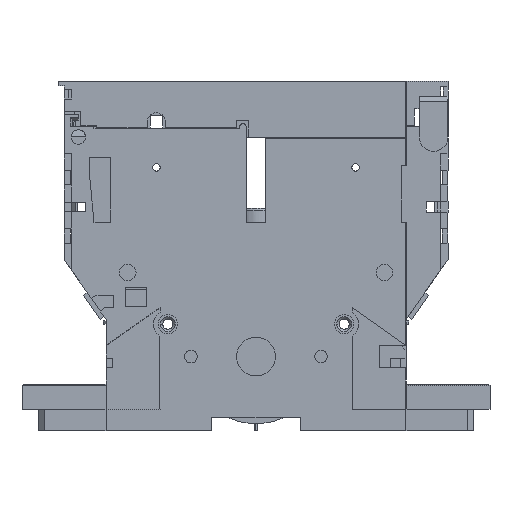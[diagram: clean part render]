
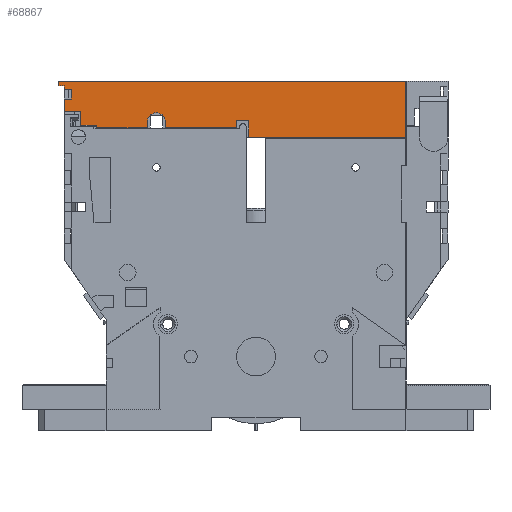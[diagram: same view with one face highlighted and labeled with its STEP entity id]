
A CAD part, left-side view. The second image highlights one B-rep face of the part: STEP entity #68867.
In plain terms, the highlighted planar face has unit normal (-1, 0, 0).
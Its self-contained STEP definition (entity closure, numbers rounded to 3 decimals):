
#11140=DIRECTION('',(0.,0.,1.));
#11141=VECTOR('',#11140,1.5);
#11142=CARTESIAN_POINT('',(-205.1,80.,142.3));
#11143=LINE('',#11142,#11141);
#11497=DIRECTION('',(0.,1.,0.));
#11498=VECTOR('',#11497,7.);
#11499=CARTESIAN_POINT('',(-205.1,73.,133.3));
#11500=LINE('',#11499,#11498);
#11518=DIRECTION('',(0.,1.,0.));
#11519=VECTOR('',#11518,145.);
#11520=CARTESIAN_POINT('',(-205.1,-62.5,145.8));
#11521=LINE('',#11520,#11519);
#11525=DIRECTION('',(0.,0.,-1.));
#11526=VECTOR('',#11525,7.);
#11527=CARTESIAN_POINT('',(-205.1,3.,129.3));
#11528=LINE('',#11527,#11526);
#11532=DIRECTION('',(0.,-1.,0.));
#11533=VECTOR('',#11532,5.);
#11534=CARTESIAN_POINT('',(-205.1,8.,129.3));
#11535=LINE('',#11534,#11533);
#11539=DIRECTION('',(0.,0.,-1.));
#11540=VECTOR('',#11539,2.5);
#11541=CARTESIAN_POINT('',(-205.1,37.75,128.8));
#11542=LINE('',#11541,#11540);
#11546=CARTESIAN_POINT('',(-205.1,41.5,128.8));
#11547=DIRECTION('',(1.,0.,0.));
#11548=DIRECTION('',(0.,1.,0.));
#11549=AXIS2_PLACEMENT_3D('',#11546,#11547,#11548);
#11554=DIRECTION('',(0.,0.,-1.));
#11555=VECTOR('',#11554,6.);
#11556=CARTESIAN_POINT('',(-205.1,73.,133.3));
#11557=LINE('',#11556,#11555);
#11561=DIRECTION('',(0.,0.,-1.));
#11562=VECTOR('',#11561,5.);
#11563=CARTESIAN_POINT('',(-205.1,80.,138.3));
#11564=LINE('',#11563,#11562);
#11568=DIRECTION('',(0.,1.,0.));
#11569=VECTOR('',#11568,3.);
#11570=CARTESIAN_POINT('',(-205.1,77.,138.3));
#11571=LINE('',#11570,#11569);
#11575=DIRECTION('',(0.,0.,-1.));
#11576=VECTOR('',#11575,4.);
#11577=CARTESIAN_POINT('',(-205.1,77.,142.3));
#11578=LINE('',#11577,#11576);
#11582=DIRECTION('',(0.,-1.,0.));
#11583=VECTOR('',#11582,3.);
#11584=CARTESIAN_POINT('',(-205.1,80.,142.3));
#11585=LINE('',#11584,#11583);
#11589=DIRECTION('',(0.,0.,-1.));
#11590=VECTOR('',#11589,23.5);
#11591=CARTESIAN_POINT('',(-205.1,-62.5,145.8));
#11592=LINE('',#11591,#11590);
#19782=DIRECTION('',(0.,1.,0.));
#19783=VECTOR('',#19782,6.5);
#19784=CARTESIAN_POINT('',(-205.1,66.5,127.3));
#19785=LINE('',#19784,#19783);
#19789=DIRECTION('',(0.,0.,1.));
#19790=VECTOR('',#19789,1.);
#19791=CARTESIAN_POINT('',(-205.1,66.5,126.3));
#19792=LINE('',#19791,#19790);
#19817=DIRECTION('',(0.,1.,0.));
#19818=VECTOR('',#19817,21.25);
#19819=CARTESIAN_POINT('',(-205.1,45.25,126.3));
#19820=LINE('',#19819,#19818);
#19831=DIRECTION('',(0.,0.,-1.));
#19832=VECTOR('',#19831,2.5);
#19833=CARTESIAN_POINT('',(-205.1,45.25,128.8));
#19834=LINE('',#19833,#19832);
#19859=DIRECTION('',(0.,1.,0.));
#19860=VECTOR('',#19859,29.75);
#19861=CARTESIAN_POINT('',(-205.1,8.,126.3));
#19862=LINE('',#19861,#19860);
#19873=DIRECTION('',(0.,0.,-1.));
#19874=VECTOR('',#19873,3.);
#19875=CARTESIAN_POINT('',(-205.1,8.,129.3));
#19876=LINE('',#19875,#19874);
#19901=DIRECTION('',(0.,1.,0.));
#19902=VECTOR('',#19901,65.5);
#19903=CARTESIAN_POINT('',(-205.1,-62.5,122.3));
#19904=LINE('',#19903,#19902);
#20835=DIRECTION('',(0.,0.,1.));
#20836=VECTOR('',#20835,2.);
#20837=CARTESIAN_POINT('',(-205.1,82.5,143.8));
#20838=LINE('',#20837,#20836);
#20856=DIRECTION('',(0.,1.,0.));
#20857=VECTOR('',#20856,2.5);
#20858=CARTESIAN_POINT('',(-205.1,80.,143.8));
#20859=LINE('',#20858,#20857);
#55670=CARTESIAN_POINT('',(-205.1,80.,133.3));
#55672=VERTEX_POINT('',#55670);
#55673=CARTESIAN_POINT('',(-205.1,80.,138.3));
#55674=VERTEX_POINT('',#55673);
#55679=CARTESIAN_POINT('',(-205.1,80.,142.3));
#55680=VERTEX_POINT('',#55679);
#55681=CARTESIAN_POINT('',(-205.1,80.,143.8));
#55682=VERTEX_POINT('',#55681);
#55739=CARTESIAN_POINT('',(-205.1,45.25,126.3));
#55741=VERTEX_POINT('',#55739);
#55745=CARTESIAN_POINT('',(-205.1,45.25,128.8));
#55746=VERTEX_POINT('',#55745);
#55748=CARTESIAN_POINT('',(-205.1,37.75,128.8));
#55750=VERTEX_POINT('',#55748);
#55753=CARTESIAN_POINT('',(-205.1,37.75,126.3));
#55754=VERTEX_POINT('',#55753);
#55755=CARTESIAN_POINT('',(-205.1,-62.5,145.8));
#55756=CARTESIAN_POINT('',(-205.1,82.5,145.8));
#55757=VERTEX_POINT('',#55755);
#55758=VERTEX_POINT('',#55756);
#55759=CARTESIAN_POINT('',(-205.1,82.5,143.8));
#55760=VERTEX_POINT('',#55759);
#55761=CARTESIAN_POINT('',(-205.1,77.,142.3));
#55762=VERTEX_POINT('',#55761);
#55763=CARTESIAN_POINT('',(-205.1,77.,138.3));
#55764=VERTEX_POINT('',#55763);
#55765=CARTESIAN_POINT('',(-205.1,73.,133.3));
#55766=VERTEX_POINT('',#55765);
#55767=CARTESIAN_POINT('',(-205.1,73.,127.3));
#55768=VERTEX_POINT('',#55767);
#55769=CARTESIAN_POINT('',(-205.1,66.5,127.3));
#55770=VERTEX_POINT('',#55769);
#55771=CARTESIAN_POINT('',(-205.1,66.5,126.3));
#55772=VERTEX_POINT('',#55771);
#55773=CARTESIAN_POINT('',(-205.1,8.,126.3));
#55774=VERTEX_POINT('',#55773);
#55775=CARTESIAN_POINT('',(-205.1,8.,129.3));
#55776=VERTEX_POINT('',#55775);
#55777=CARTESIAN_POINT('',(-205.1,3.,129.3));
#55778=VERTEX_POINT('',#55777);
#55779=CARTESIAN_POINT('',(-205.1,3.,122.3));
#55780=VERTEX_POINT('',#55779);
#55781=CARTESIAN_POINT('',(-205.1,-62.5,122.3));
#55782=VERTEX_POINT('',#55781);
#68820=CARTESIAN_POINT('',(-205.1,81.25,143.8));
#68821=DIRECTION('',(-1.,0.,0.));
#68822=DIRECTION('',(0.,-1.,0.));
#68823=AXIS2_PLACEMENT_3D('',#68820,#68821,#68822);
#68824=PLANE('',#68823);
#68825=ORIENTED_EDGE('',*,*,#64832,.F.);
#68827=ORIENTED_EDGE('',*,*,#68826,.T.);
#68829=ORIENTED_EDGE('',*,*,#68828,.T.);
#68831=ORIENTED_EDGE('',*,*,#68830,.F.);
#68833=ORIENTED_EDGE('',*,*,#68832,.F.);
#68835=ORIENTED_EDGE('',*,*,#68834,.T.);
#68837=ORIENTED_EDGE('',*,*,#68836,.T.);
#68839=ORIENTED_EDGE('',*,*,#68838,.F.);
#68841=ORIENTED_EDGE('',*,*,#68840,.F.);
#68843=ORIENTED_EDGE('',*,*,#68842,.T.);
#68845=ORIENTED_EDGE('',*,*,#68844,.T.);
#68847=ORIENTED_EDGE('',*,*,#68846,.T.);
#68849=ORIENTED_EDGE('',*,*,#68848,.T.);
#68851=ORIENTED_EDGE('',*,*,#68850,.F.);
#68852=ORIENTED_EDGE('',*,*,#68808,.T.);
#68853=ORIENTED_EDGE('',*,*,#68570,.F.);
#68855=ORIENTED_EDGE('',*,*,#68854,.F.);
#68857=ORIENTED_EDGE('',*,*,#68856,.F.);
#68859=ORIENTED_EDGE('',*,*,#68858,.F.);
#68860=ORIENTED_EDGE('',*,*,#68562,.T.);
#68862=ORIENTED_EDGE('',*,*,#68861,.T.);
#68864=ORIENTED_EDGE('',*,*,#68863,.T.);
#68865=EDGE_LOOP('',(#68825,#68827,#68829,#68831,#68833,#68835,#68837,#68839,
#68841,#68843,#68845,#68847,#68849,#68851,#68852,#68853,#68855,#68857,#68859,
#68860,#68862,#68864));
#68866=FACE_OUTER_BOUND('',#68865,.F.);
#11550=CIRCLE('',#11549,3.75);
#64832=EDGE_CURVE('',#55757,#55758,#11521,.T.);
#68562=EDGE_CURVE('',#55680,#55682,#11143,.T.);
#68570=EDGE_CURVE('',#55674,#55672,#11564,.T.);
#68808=EDGE_CURVE('',#55766,#55672,#11500,.T.);
#68826=EDGE_CURVE('',#55757,#55782,#11592,.T.);
#68828=EDGE_CURVE('',#55782,#55780,#19904,.T.);
#68830=EDGE_CURVE('',#55778,#55780,#11528,.T.);
#68832=EDGE_CURVE('',#55776,#55778,#11535,.T.);
#68834=EDGE_CURVE('',#55776,#55774,#19876,.T.);
#68836=EDGE_CURVE('',#55774,#55754,#19862,.T.);
#68838=EDGE_CURVE('',#55750,#55754,#11542,.T.);
#68840=EDGE_CURVE('',#55746,#55750,#11550,.T.);
#68842=EDGE_CURVE('',#55746,#55741,#19834,.T.);
#68844=EDGE_CURVE('',#55741,#55772,#19820,.T.);
#68846=EDGE_CURVE('',#55772,#55770,#19792,.T.);
#68848=EDGE_CURVE('',#55770,#55768,#19785,.T.);
#68850=EDGE_CURVE('',#55766,#55768,#11557,.T.);
#68854=EDGE_CURVE('',#55764,#55674,#11571,.T.);
#68856=EDGE_CURVE('',#55762,#55764,#11578,.T.);
#68858=EDGE_CURVE('',#55680,#55762,#11585,.T.);
#68861=EDGE_CURVE('',#55682,#55760,#20859,.T.);
#68863=EDGE_CURVE('',#55760,#55758,#20838,.T.);
#68867=ADVANCED_FACE('',(#68866),#68824,.T.);
